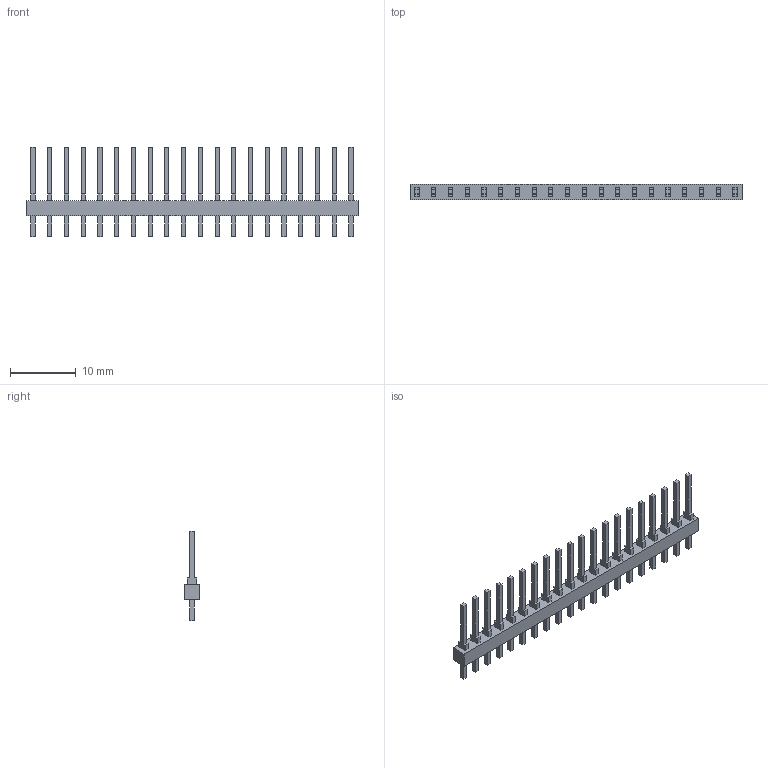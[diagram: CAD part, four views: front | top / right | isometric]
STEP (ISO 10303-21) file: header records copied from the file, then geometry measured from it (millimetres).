
FILE_DESCRIPTION((''),'2;1');
FILE_NAME('C-2-87224-0','2009-03-13T',('workeradm'),('Tyco Electronics Corporation'),'PRO/ENGINEER BY PARAMETRIC TECHNOLOGY CORPORATION, 2007390','PRO/ENGINEER BY PARAMETRIC TECHNOLOGY CORPORATION, 2007390','');
FILE_SCHEMA(('AUTOMOTIVE_DESIGN { 1 0 10303 214 1 1 1 1 }'));
Length unit declared in the file: millimetre
Products named in the file (1): C-2-87224-0
Bounding box: 50.39 x 2.34 x 13.54 mm (x, y, z)
Volume: 369.4 mm3; surface area: 1078.2 mm2
Topology: 1 solids, 1 shells, 286 faces, 732 edges, 488 vertices
Faces by surface type: plane 286
Entity records: 8575 total; most frequent: CARTESIAN_POINT 1507, ORIENTED_EDGE 1464, DIRECTION 1304, VECTOR 732, LINE 732, EDGE_CURVE 732, VERTEX_POINT 488, EDGE_LOOP 326
